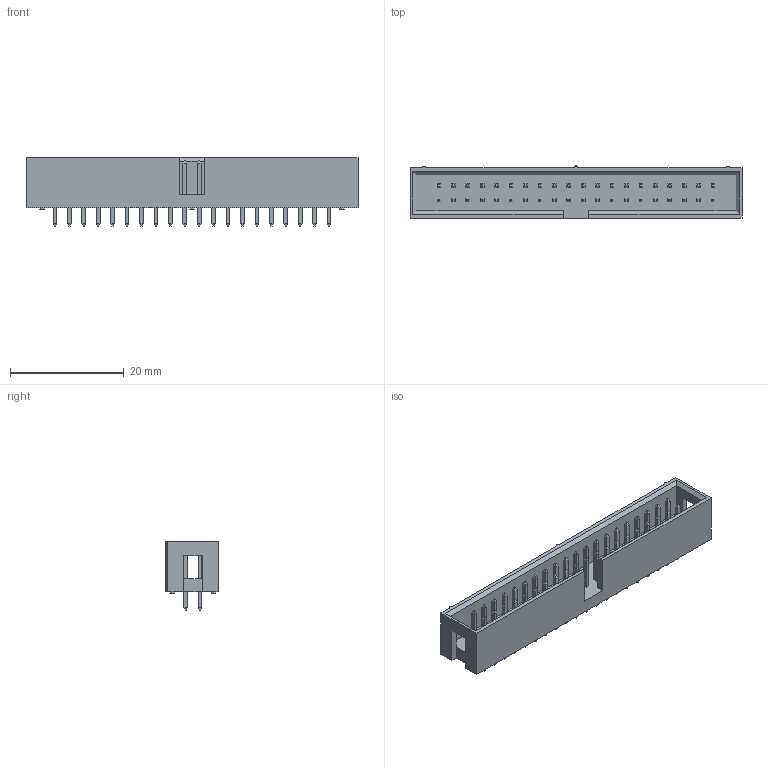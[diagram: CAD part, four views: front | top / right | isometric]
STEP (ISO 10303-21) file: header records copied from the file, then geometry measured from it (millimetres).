
FILE_DESCRIPTION(('STEP AP242'),'1');
FILE_NAME('61204021621.stp','2022-05-25T14:39:40',('TraceParts'),('TraceParts S.A.'),'Spatial InterOp 3D',' ',' ');
FILE_SCHEMA(('AP242_MANAGED_MODEL_BASED_3D_ENGINEERING_MIM_LF {1 0 10303 442 1 1 4}'));
Length unit declared in the file: millimetre
Products named in the file (1): 61204021621_1
Bounding box: 58.46 x 9.18 x 12.1 mm (x, y, z)
Volume: 2277.9 mm3; surface area: 4302.8 mm2
Topology: 41 solids, 41 shells, 931 faces, 2053 edges, 1206 vertices
Faces by surface type: plane 916, cylinder 15
Entity records: 32225 total; most frequent: CARTESIAN_POINT 4231, ORIENTED_EDGE 4106, DIRECTION 4027, EDGE_CURVE 2053, LINE 2023, VECTOR 2023, VERTEX_POINT 1206, EDGE_LOOP 1017
